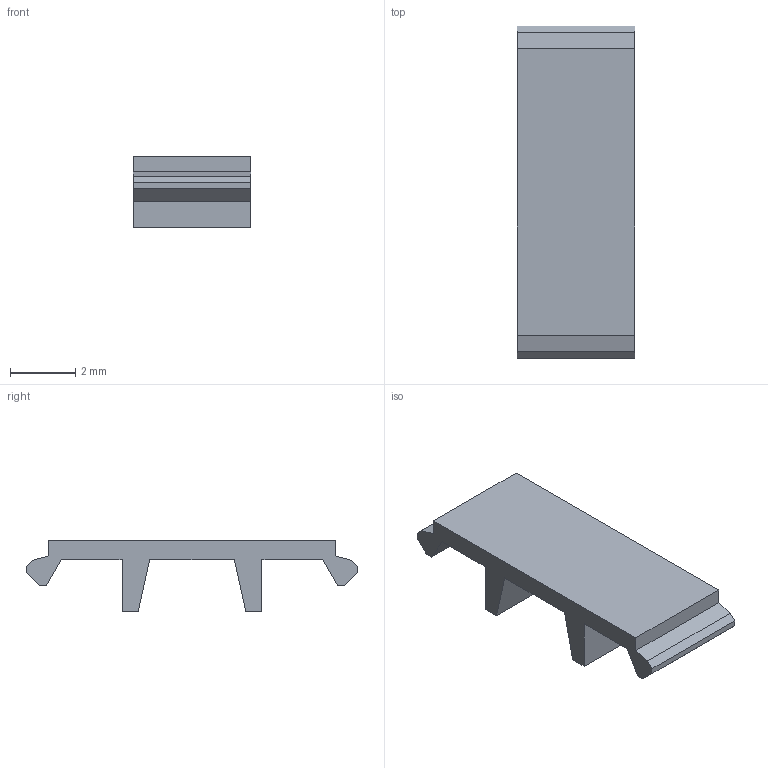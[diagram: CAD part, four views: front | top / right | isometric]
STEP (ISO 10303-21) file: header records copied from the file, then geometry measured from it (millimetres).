
FILE_DESCRIPTION(('CATIA V5R19 STEP'),'2;1');
FILE_NAME ('D1446484_0_1011430000_1011430000.stp','2015-02-27T13:38:43+00:00',('none'),('Weidmueller'),'CATIA Version 5 Release 20 SP 5 (IN-10)','CATIA V5 STEP AP214','none');
FILE_SCHEMA(('AUTOMOTIVE_DESIGN { 1 0 10303 214 1 1 1 1 }'));
Length unit declared in the file: millimetre
Products named in the file (1): MF-W 9/4.2 F
Bounding box: 3.6 x 10.2 x 2.2 mm (x, y, z)
Volume: 31.1 mm3; surface area: 121.6 mm2
Topology: 1 solids, 1 shells, 26 faces, 72 edges, 48 vertices
Faces by surface type: plane 26
Entity records: 818 total; most frequent: ORIENTED_EDGE 144, CARTESIAN_POINT 143, DIRECTION 116, VECTOR 72, EDGE_CURVE 72, LINE 72, VERTEX_POINT 48, ADVANCED_FACE 26
